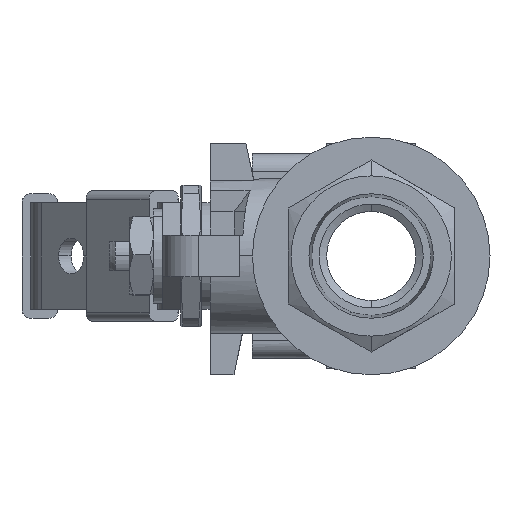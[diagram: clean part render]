
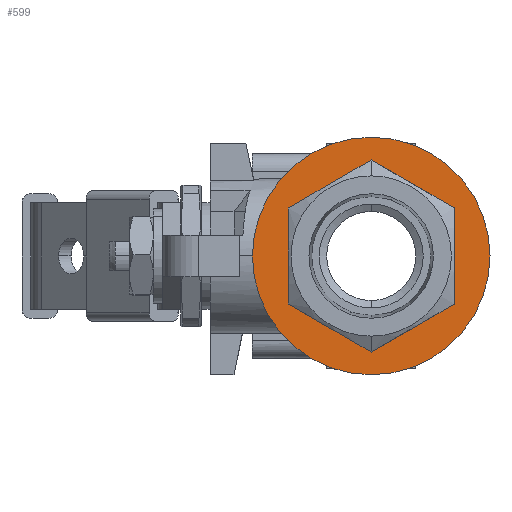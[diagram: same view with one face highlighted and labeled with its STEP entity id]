
A CAD part, left-side view. The second image highlights one B-rep face of the part: STEP entity #599.
In plain terms, the highlighted planar face has unit normal (-1, 0, 0).
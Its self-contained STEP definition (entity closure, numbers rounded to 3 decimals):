
#9 = ORIENTED_EDGE ( 'NONE', *, *, #10358, .F. ) ;
#11 = ORIENTED_EDGE ( 'NONE', *, *, #10359, .F. ) ;
#13 = ORIENTED_EDGE ( 'NONE', *, *, #10357, .F. ) ;
#16 = ORIENTED_EDGE ( 'NONE', *, *, #10360, .F. ) ;
#599 = ADVANCED_FACE ( 'NONE', ( #5107, #5110 ), #5517, .T. ) ;
#707 = CARTESIAN_POINT ( 'NONE',  ( -23.5, 14., -8.083 ) ) ;
#747 = CARTESIAN_POINT ( 'NONE',  ( -23.5, 14., 8.083 ) ) ;
#750 = CARTESIAN_POINT ( 'NONE',  ( -23.5, 0., -20. ) ) ;
#1868 = ORIENTED_EDGE ( 'NONE', *, *, #10362, .F. ) ;
#1870 = ORIENTED_EDGE ( 'NONE', *, *, #10438, .F. ) ;
#3466 = CARTESIAN_POINT ( 'NONE',  ( -23.5, -14., 8.083 ) ) ;
#4315 = EDGE_LOOP ( 'NONE', ( #1870, #8581 ) ) ;
#4320 = EDGE_LOOP ( 'NONE', ( #5906, #13, #11, #9, #16, #1868 ) ) ;
#5107 = FACE_OUTER_BOUND ( 'NONE', #4315, .T. ) ;
#5110 = FACE_BOUND ( 'NONE', #4320, .T. ) ;
#5513 = CARTESIAN_POINT ( 'NONE',  ( -23.5, 20., 0. ) ) ;
#5517 = PLANE ( 'NONE',  #10857 ) ;
#5522 = DIRECTION ( 'NONE',  ( -1., 0., 0. ) ) ;
#5523 = DIRECTION ( 'NONE',  ( 0., 0., 1. ) ) ;
#5906 = ORIENTED_EDGE ( 'NONE', *, *, #10355, .F. ) ;
#6008 = VERTEX_POINT ( 'NONE', #11323 ) ;
#6025 = VERTEX_POINT ( 'NONE', #11335 ) ;
#6097 = VERTEX_POINT ( 'NONE', #11377 ) ;
#6108 = VERTEX_POINT ( 'NONE', #11386 ) ;
#6389 = VERTEX_POINT ( 'NONE', #707 ) ;
#6459 = VERTEX_POINT ( 'NONE', #747 ) ;
#6460 = VERTEX_POINT ( 'NONE', #750 ) ;
#7478 = LINE ( 'NONE', #9578, #7482 ) ;
#7480 = CIRCLE ( 'NONE', #9897, 20. ) ;
#7481 = LINE ( 'NONE', #9585, #7485 ) ;
#7482 = VECTOR ( 'NONE', #9577, 1000. ) ;
#7483 = LINE ( 'NONE', #9584, #7487 ) ;
#7484 = LINE ( 'NONE', #9583, #7489 ) ;
#7485 = VECTOR ( 'NONE', #9582, 1000. ) ;
#7487 = VECTOR ( 'NONE', #9590, 1000. ) ;
#7488 = LINE ( 'NONE', #9593, #7491 ) ;
#7489 = VECTOR ( 'NONE', #9592, 1000. ) ;
#7491 = VECTOR ( 'NONE', #9595, 1000. ) ;
#7492 = LINE ( 'NONE', #9597, #7495 ) ;
#7495 = VECTOR ( 'NONE', #9599, 1000. ) ;
#7601 = CIRCLE ( 'NONE', #9920, 20. ) ;
#8581 = ORIENTED_EDGE ( 'NONE', *, *, #10356, .F. ) ;
#9577 = DIRECTION ( 'NONE',  ( 0., 0.866, -0.5 ) ) ;
#9578 = CARTESIAN_POINT ( 'NONE',  ( -23.5, 7., 12.124 ) ) ;
#9582 = DIRECTION ( 'NONE',  ( 0., 0.866, 0.5 ) ) ;
#9583 = CARTESIAN_POINT ( 'NONE',  ( -23.5, -14., 0. ) ) ;
#9584 = CARTESIAN_POINT ( 'NONE',  ( -23.5, -7., -12.124 ) ) ;
#9585 = CARTESIAN_POINT ( 'NONE',  ( -23.5, -7., 12.124 ) ) ;
#9586 = CARTESIAN_POINT ( 'NONE',  ( -23.5, 0., 0. ) ) ;
#9587 = DIRECTION ( 'NONE',  ( 1., 0., 0. ) ) ;
#9588 = DIRECTION ( 'NONE',  ( 0., 0., -1. ) ) ;
#9590 = DIRECTION ( 'NONE',  ( 0., -0.866, 0.5 ) ) ;
#9592 = DIRECTION ( 'NONE',  ( 0., 0., 1. ) ) ;
#9593 = CARTESIAN_POINT ( 'NONE',  ( -23.5, 7., -12.124 ) ) ;
#9595 = DIRECTION ( 'NONE',  ( 0., -0.866, -0.5 ) ) ;
#9597 = CARTESIAN_POINT ( 'NONE',  ( -23.5, 14., 0. ) ) ;
#9599 = DIRECTION ( 'NONE',  ( 0., 0., -1. ) ) ;
#9827 = CARTESIAN_POINT ( 'NONE',  ( -23.5, 0., 0. ) ) ;
#9828 = DIRECTION ( 'NONE',  ( 1., 0., 0. ) ) ;
#9829 = DIRECTION ( 'NONE',  ( 0., 0., -1. ) ) ;
#9897 = AXIS2_PLACEMENT_3D ( 'NONE', #9586, #9587, #9588 ) ;
#9920 = AXIS2_PLACEMENT_3D ( 'NONE', #9827, #9828, #9829 ) ;
#10355 = EDGE_CURVE ( 'NONE', #6097, #6459, #7478, .T. ) ;
#10356 = EDGE_CURVE ( 'NONE', #6008, #6460, #7480, .T. ) ;
#10357 = EDGE_CURVE ( 'NONE', #10720, #6097, #7481, .T. ) ;
#10358 = EDGE_CURVE ( 'NONE', #6108, #6025, #7483, .T. ) ;
#10359 = EDGE_CURVE ( 'NONE', #6025, #10720, #7484, .T. ) ;
#10360 = EDGE_CURVE ( 'NONE', #6389, #6108, #7488, .T. ) ;
#10362 = EDGE_CURVE ( 'NONE', #6459, #6389, #7492, .T. ) ;
#10438 = EDGE_CURVE ( 'NONE', #6460, #6008, #7601, .T. ) ;
#10720 = VERTEX_POINT ( 'NONE', #3466 ) ;
#10857 = AXIS2_PLACEMENT_3D ( 'NONE', #5513, #5522, #5523 ) ;
#11323 = CARTESIAN_POINT ( 'NONE',  ( -23.5, 0., 20. ) ) ;
#11335 = CARTESIAN_POINT ( 'NONE',  ( -23.5, -14., -8.083 ) ) ;
#11377 = CARTESIAN_POINT ( 'NONE',  ( -23.5, 0., 16.166 ) ) ;
#11386 = CARTESIAN_POINT ( 'NONE',  ( -23.5, 0., -16.166 ) ) ;
